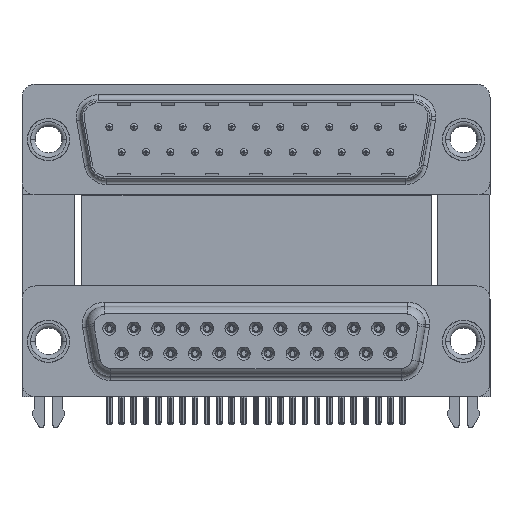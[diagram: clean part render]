
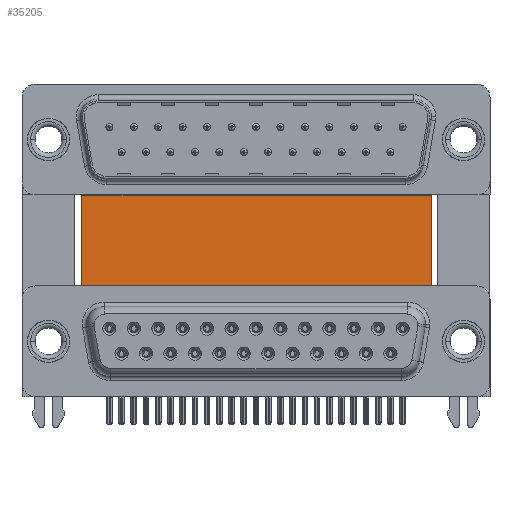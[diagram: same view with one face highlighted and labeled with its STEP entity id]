
A CAD part, top view. The second image highlights one B-rep face of the part: STEP entity #35205.
In plain terms, the highlighted planar face has unit normal (0, 0, 1).
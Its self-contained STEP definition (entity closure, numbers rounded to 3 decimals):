
#660 = PLANE ( 'NONE',  #3277 ) ;
#807 = LINE ( 'NONE', #13414, #1537 ) ;
#860 = CARTESIAN_POINT ( 'NONE',  ( 3.79, -3.735, -12. ) ) ;
#1537 = VECTOR ( 'NONE', #30183, 1000. ) ;
#1839 = LINE ( 'NONE', #47724, #37152 ) ;
#3164 = CARTESIAN_POINT ( 'NONE',  ( 3.79, 16.585, -12. ) ) ;
#3277 = AXIS2_PLACEMENT_3D ( 'NONE', #29769, #13013, #42959 ) ;
#5575 = VERTEX_POINT ( 'NONE', #20447 ) ;
#8815 = DIRECTION ( 'NONE',  ( 1., 0., 0. ) ) ;
#9056 = CARTESIAN_POINT ( 'NONE',  ( 43.43, 16.585, -12. ) ) ;
#12493 = LINE ( 'NONE', #16892, #31358 ) ;
#13013 = DIRECTION ( 'NONE',  ( 0., 0., -1. ) ) ;
#13414 = CARTESIAN_POINT ( 'NONE',  ( 43.43, 16.585, -12. ) ) ;
#16892 = CARTESIAN_POINT ( 'NONE',  ( 3.79, 16.585, -12. ) ) ;
#16905 = CARTESIAN_POINT ( 'NONE',  ( 3.79, -3.735, -12. ) ) ;
#20447 = CARTESIAN_POINT ( 'NONE',  ( 43.43, -3.735, -12. ) ) ;
#21175 = VERTEX_POINT ( 'NONE', #9056 ) ;
#24694 = EDGE_LOOP ( 'NONE', ( #44337, #46954, #26664, #29291 ) ) ;
#26664 = ORIENTED_EDGE ( 'NONE', *, *, #49514, .F. ) ;
#27246 = EDGE_CURVE ( 'NONE', #49530, #50845, #1839, .T. ) ;
#29291 = ORIENTED_EDGE ( 'NONE', *, *, #27246, .T. ) ;
#29485 = VECTOR ( 'NONE', #8815, 1000. ) ;
#29769 = CARTESIAN_POINT ( 'NONE',  ( 3.79, 16.585, -12. ) ) ;
#30183 = DIRECTION ( 'NONE',  ( 0., -1., 0. ) ) ;
#31358 = VECTOR ( 'NONE', #36971, 1000. ) ;
#31970 = EDGE_CURVE ( 'NONE', #50845, #5575, #42627, .T. ) ;
#33582 = EDGE_CURVE ( 'NONE', #21175, #5575, #807, .T. ) ;
#35205 = ADVANCED_FACE ( 'NONE', ( #36678 ), #660, .F. ) ;
#36678 = FACE_OUTER_BOUND ( 'NONE', #24694, .T. ) ;
#36971 = DIRECTION ( 'NONE',  ( 1., 0., 0. ) ) ;
#37152 = VECTOR ( 'NONE', #43620, 1000. ) ;
#42627 = LINE ( 'NONE', #860, #29485 ) ;
#42959 = DIRECTION ( 'NONE',  ( -1., 0., 0. ) ) ;
#43620 = DIRECTION ( 'NONE',  ( 0., -1., 0. ) ) ;
#44337 = ORIENTED_EDGE ( 'NONE', *, *, #31970, .T. ) ;
#46954 = ORIENTED_EDGE ( 'NONE', *, *, #33582, .F. ) ;
#47724 = CARTESIAN_POINT ( 'NONE',  ( 3.79, 16.585, -12. ) ) ;
#49514 = EDGE_CURVE ( 'NONE', #49530, #21175, #12493, .T. ) ;
#49530 = VERTEX_POINT ( 'NONE', #3164 ) ;
#50845 = VERTEX_POINT ( 'NONE', #16905 ) ;
